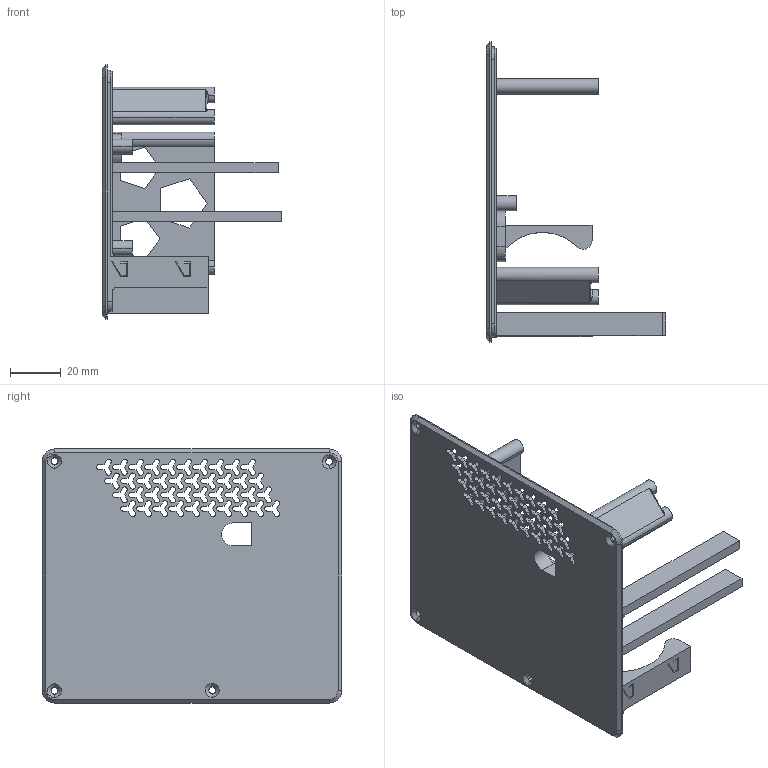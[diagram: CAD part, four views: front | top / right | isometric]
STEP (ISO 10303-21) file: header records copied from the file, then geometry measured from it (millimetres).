
FILE_DESCRIPTION (( 'STEP AP214' ), '1' );
FILE_NAME ('back_plate.STEP', '2024-06-17T19:34:25', ( '' ), ( '' ), 'SwSTEP 2.0', 'SolidWorks 2022', '' );
FILE_SCHEMA (( 'AUTOMOTIVE_DESIGN' ));
Length unit declared in the file: millimetre
Products named in the file (1): back_plate
Bounding box: 70.8 x 118 x 100 mm (x, y, z)
Volume: 45201.4 mm3; surface area: 40731.5 mm2
Topology: 1 solids, 1 shells, 740 faces, 2132 edges, 1384 vertices
Faces by surface type: plane 400, cylinder 294, torus 22, cone 17, bspline 7
Entity records: 24741 total; most frequent: CARTESIAN_POINT 4640, ORIENTED_EDGE 4254, DIRECTION 4205, EDGE_CURVE 2127, VECTOR 1443, LINE 1443, VERTEX_POINT 1384, AXIS2_PLACEMENT_3D 1381
